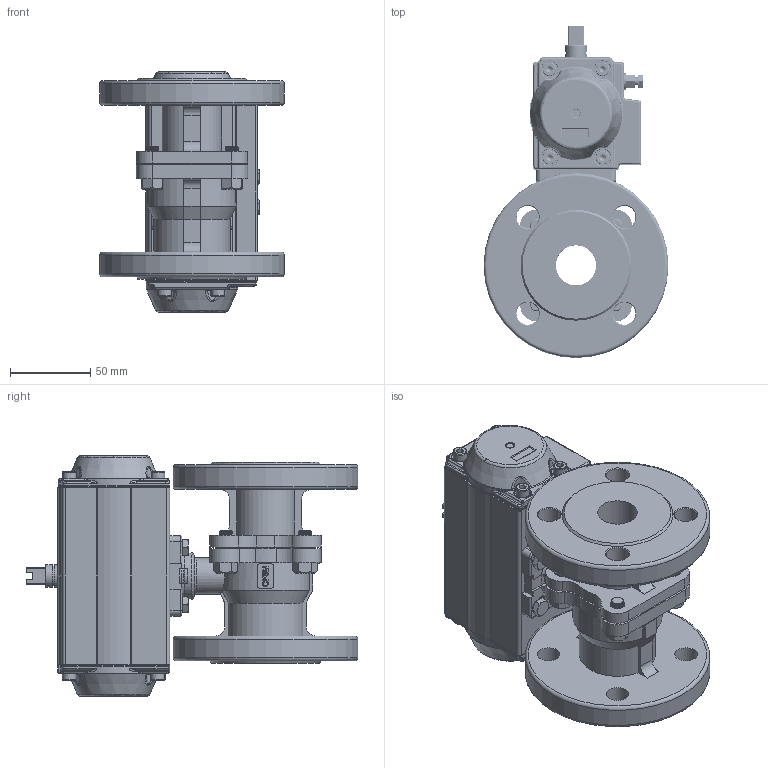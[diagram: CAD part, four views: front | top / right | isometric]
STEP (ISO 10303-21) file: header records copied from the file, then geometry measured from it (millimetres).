
FILE_DESCRIPTION(/* description */ ('Unknown'),/* implementation_level */ '2;1');
FILE_NAME(/* name */ 'PD02 0920-06',/* time_stamp */ '2024-09-24T12:51:50+02:00',/* author */ ('Unknown'),/* organization */ ('Unknown'),/* preprocessor_version */ 'ST-DEVELOPER v19.4',/* originating_system */ 'Solid Edge',/* authorisation */ 'Unknown');
FILE_SCHEMA (('AUTOMOTIVE_DESIGN {1 0 10303 214 3 1 1}'));
Products named in the file (21): PD02 0920-06; 920-06; Stem Packing; Bolt; Bellevlle Washer; Nut Stopper; Stem; Cap; Body; Thrust Washert; DIN 933 M6x20 A2-70 BLK_EDST; PD02_PE01; vt50-2016-06-25; hex bolt gradeab_din_ISO 4014 - M5 x 25 x 16-N; huosai50; vt50-2016-06-25 _______MIR; zhou50; VTE50____; plain washers-n series-grade a gb_GB_FASTENER_WASHER_PWNA 5; hex nut gradec_din_Hexagon Nut ISO 4034 - M5 - N; socket head cap screw_din_DIN 912 M5 x 16 --- 16N
Assembly tree (38 placements, depth 3):
  PD02 0920-06
    920-06
      Stem Packing
      Bolt  x4
      Bellevlle Washer  x2
      Nut Stopper
      Stem
      Cap
      Body
      Thrust Washert
    DIN 933 M6x20 A2-70 BLK_EDST  x4
    PD02_PE01
      vt50-2016-06-25
      hex bolt gradeab_din_ISO 4014 - M5 x 25 x 16-N  x2
      huosai50  x2
      vt50-2016-06-25 _______MIR
      zhou50
      VTE50____
      plain washers-n series-grade a gb_GB_FASTENER_WASHER_PWNA 5  x2
      hex nut gradec_din_Hexagon Nut ISO 4034 - M5 - N  x2
      socket head cap screw_din_DIN 912 M5 x 16 --- 16N  x8
Bounding box: 115 x 206.5 x 149.4 mm (x, y, z)
Volume: 835755.8 mm3; surface area: 247112.6 mm2
Topology: 36 solids, 36 shells, 2763 faces, 7005 edges, 4452 vertices
Faces by surface type: plane 1059, cylinder 725, bspline 400, cone 294, torus 265, sphere 20
Full cylindrical faces by diameter (mm): 2.5 x2, 4.134 x20, 4.2 x2, 4.917 x7, 5 x13, 5.3 x2, 5.5 x1, 6 x4, 6.9 x4, 8 x70, 8.5 x8, 8.566 x2, 9 x4, 10 x8, 11 x2, 11.4 x1, 12 x2, 12.5 x2, 12.9 x1, 13 x12, 13.5 x2, 14 x16, 14.1 x3, 14.3 x2, 16.2 x1, 16.5 x3, 16.7 x1, 17.3 x1, 17.5 x1, 21.2 x1
Entity records: 81520 total; most frequent: CARTESIAN_POINT 35630, ORIENTED_EDGE 9658, DIRECTION 8329, EDGE_CURVE 4829, VERTEX_POINT 3271, AXIS2_PLACEMENT_3D 3140, FACE_BOUND 2630, EDGE_LOOP 2609
